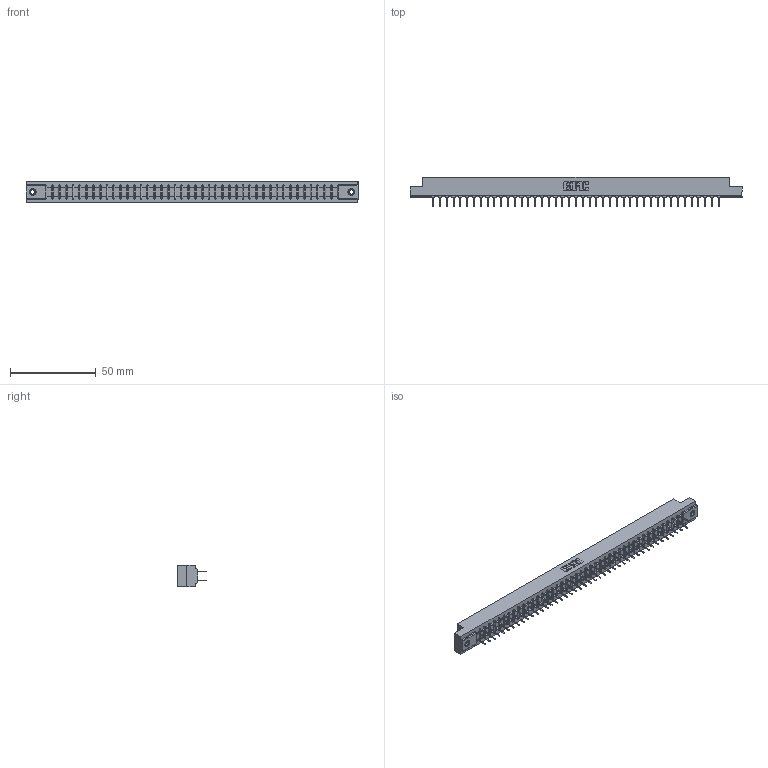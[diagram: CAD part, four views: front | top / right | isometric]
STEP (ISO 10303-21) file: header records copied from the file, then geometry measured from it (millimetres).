
FILE_DESCRIPTION (( 'STEP AP203' ), '1' );
FILE_NAME ('357-086-424-207.STEP', '2020-10-04T06:36:23', ( '' ), ( '' ), 'SwSTEP 2.0', 'SolidWorks 2020', '' );
FILE_SCHEMA (( 'CONFIG_CONTROL_DESIGN' ));
Length unit declared in the file: inch
Products named in the file (4): 307-290-001_524; 307 Part_.156 Dia Mounting Holes; 357-086-424-207; 345-250-001_345-250-005-103
Assembly tree (89 placements, depth 2):
  357-086-424-207
    307 Part_.156 Dia Mounting Holes
    307-290-001_524  x86
    345-250-001_345-250-005-103  x2
Bounding box: 193.4 x 17.42 x 12.7 mm (x, y, z)
Volume: 20531.1 mm3; surface area: 24880.6 mm2
Topology: 89 solids, 89 shells, 4178 faces, 11639 edges, 7518 vertices
Faces by surface type: plane 2768, cylinder 1306, sphere 88, cone 12, torus 4
Entity records: 39269 total; most frequent: CARTESIAN_POINT 6406, ORIENTED_EDGE 6342, DIRECTION 6283, EDGE_CURVE 3171, VECTOR 2433, LINE 2433, VERTEX_POINT 2048, AXIS2_PLACEMENT_3D 1925
